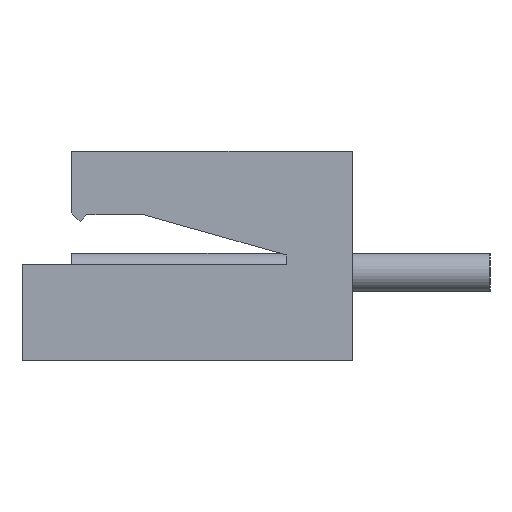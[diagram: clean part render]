
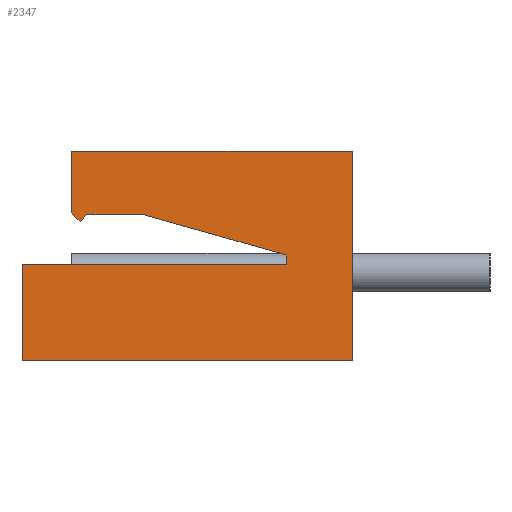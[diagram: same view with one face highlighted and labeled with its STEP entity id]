
A CAD part, left-side view. The second image highlights one B-rep face of the part: STEP entity #2347.
In plain terms, the highlighted planar face has unit normal (-1, 0, 0).
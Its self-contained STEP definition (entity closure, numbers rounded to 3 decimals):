
#23 = VECTOR ( 'NONE', #96, 1000. ) ;
#24 = CARTESIAN_POINT ( 'NONE',  ( 0., 3.109, 0.691 ) ) ;
#38 = CARTESIAN_POINT ( 'NONE',  ( 0., 0., 3.8 ) ) ;
#39 = DIRECTION ( 'NONE',  ( 0., 0., -1. ) ) ;
#40 = VECTOR ( 'NONE', #39, 1000. ) ;
#48 = LINE ( 'NONE', #24, #23 ) ;
#68 = CARTESIAN_POINT ( 'NONE',  ( 0., 0., 3.8 ) ) ;
#69 = LINE ( 'NONE', #68, #40 ) ;
#96 = DIRECTION ( 'NONE',  ( 0., 0.707, 0.707 ) ) ;
#251 = LINE ( 'NONE', #273, #272 ) ;
#252 = FACE_OUTER_BOUND ( 'NONE', #2348, .T. ) ;
#258 = DIRECTION ( 'NONE',  ( 0., -1., 0. ) ) ;
#259 = VECTOR ( 'NONE', #258, 1000. ) ;
#260 = CARTESIAN_POINT ( 'NONE',  ( 0., 0., 3.8 ) ) ;
#261 = LINE ( 'NONE', #260, #259 ) ;
#271 = DIRECTION ( 'NONE',  ( 0., 1., 0. ) ) ;
#272 = VECTOR ( 'NONE', #271, 1000. ) ;
#273 = CARTESIAN_POINT ( 'NONE',  ( 0., 0., 2.651 ) ) ;
#275 = DIRECTION ( 'NONE',  ( 0., 0., -1. ) ) ;
#276 = DIRECTION ( 'NONE',  ( 1., 0., 0. ) ) ;
#278 = CARTESIAN_POINT ( 'NONE',  ( 0., 4.821, 2.651 ) ) ;
#287 = CARTESIAN_POINT ( 'NONE',  ( 0., 0., 3.8 ) ) ;
#288 = PLANE ( 'NONE',  #289 ) ;
#289 = AXIS2_PLACEMENT_3D ( 'NONE', #287, #276, #275 ) ;
#363 = VECTOR ( 'NONE', #398, 1000. ) ;
#382 = DIRECTION ( 'NONE',  ( 0., -1., 0. ) ) ;
#383 = VECTOR ( 'NONE', #382, 1000. ) ;
#384 = LINE ( 'NONE', #388, #383 ) ;
#388 = CARTESIAN_POINT ( 'NONE',  ( 0., 0., 0. ) ) ;
#389 = CARTESIAN_POINT ( 'NONE',  ( 0., 0., 0. ) ) ;
#398 = DIRECTION ( 'NONE',  ( 0., 0., -1. ) ) ;
#421 = CARTESIAN_POINT ( 'NONE',  ( 0., 5.1, 3.8 ) ) ;
#422 = LINE ( 'NONE', #421, #363 ) ;
#424 = CARTESIAN_POINT ( 'NONE',  ( 0., 5.1, 2.681 ) ) ;
#471 = CARTESIAN_POINT ( 'NONE',  ( 0., 1.2, 1.75 ) ) ;
#600 = CARTESIAN_POINT ( 'NONE',  ( 0., 5.1, 3.8 ) ) ;
#1510 = DIRECTION ( 'NONE',  ( 0., 0.707, -0.707 ) ) ;
#1511 = VECTOR ( 'NONE', #1510, 1000. ) ;
#1512 = CARTESIAN_POINT ( 'NONE',  ( 0., 1.836, 5.636 ) ) ;
#1513 = LINE ( 'NONE', #1512, #1511 ) ;
#1514 = CARTESIAN_POINT ( 'NONE',  ( 0., 3.795, 2.651 ) ) ;
#1515 = DIRECTION ( 'NONE',  ( 0., 0.962, 0.272 ) ) ;
#1516 = VECTOR ( 'NONE', #1515, 1000. ) ;
#1517 = CARTESIAN_POINT ( 'NONE',  ( 0., 0.58, 1.744 ) ) ;
#1518 = LINE ( 'NONE', #1517, #1516 ) ;
#1523 = CARTESIAN_POINT ( 'NONE',  ( 0., 6., 0. ) ) ;
#1524 = DIRECTION ( 'NONE',  ( 0., 0., -1. ) ) ;
#1525 = VECTOR ( 'NONE', #1524, 1000. ) ;
#1526 = CARTESIAN_POINT ( 'NONE',  ( 0., 6., 3.8 ) ) ;
#1527 = LINE ( 'NONE', #1526, #1525 ) ;
#1553 = CARTESIAN_POINT ( 'NONE',  ( 0., 6., 1.75 ) ) ;
#1554 = CARTESIAN_POINT ( 'NONE',  ( 0., 4.945, 2.526 ) ) ;
#1559 = DIRECTION ( 'NONE',  ( 0., 1., 0. ) ) ;
#1560 = VECTOR ( 'NONE', #1559, 1000. ) ;
#1561 = CARTESIAN_POINT ( 'NONE',  ( 0., 6., 1.75 ) ) ;
#1562 = LINE ( 'NONE', #1561, #1560 ) ;
#1615 = CARTESIAN_POINT ( 'NONE',  ( 0., 1.2, 1.918 ) ) ;
#1616 = DIRECTION ( 'NONE',  ( 0., 0., 1. ) ) ;
#1617 = VECTOR ( 'NONE', #1616, 1000. ) ;
#1618 = CARTESIAN_POINT ( 'NONE',  ( 0., 1.2, 3.8 ) ) ;
#1623 = LINE ( 'NONE', #1618, #1617 ) ;
#2185 = EDGE_CURVE ( 'NONE', #2403, #2195, #1562, .T. ) ;
#2194 = VERTEX_POINT ( 'NONE', #1554 ) ;
#2195 = VERTEX_POINT ( 'NONE', #1553 ) ;
#2214 = ORIENTED_EDGE ( 'NONE', *, *, #2215, .T. ) ;
#2215 = EDGE_CURVE ( 'NONE', #2195, #2216, #1527, .T. ) ;
#2216 = VERTEX_POINT ( 'NONE', #1523 ) ;
#2217 = ORIENTED_EDGE ( 'NONE', *, *, #2360, .T. ) ;
#2222 = EDGE_CURVE ( 'NONE', #2234, #2223, #1518, .T. ) ;
#2223 = VERTEX_POINT ( 'NONE', #1514 ) ;
#2226 = EDGE_CURVE ( 'NONE', #2336, #2194, #1513, .T. ) ;
#2233 = EDGE_CURVE ( 'NONE', #2403, #2234, #1623, .T. ) ;
#2234 = VERTEX_POINT ( 'NONE', #1615 ) ;
#2245 = EDGE_CURVE ( 'NONE', #2194, #2396, #48, .T. ) ;
#2246 = ORIENTED_EDGE ( 'NONE', *, *, #2222, .F. ) ;
#2254 = ORIENTED_EDGE ( 'NONE', *, *, #2255, .F. ) ;
#2255 = EDGE_CURVE ( 'NONE', #2256, #2361, #69, .T. ) ;
#2256 = VERTEX_POINT ( 'NONE', #38 ) ;
#2257 = ORIENTED_EDGE ( 'NONE', *, *, #2339, .F. ) ;
#2262 = ORIENTED_EDGE ( 'NONE', *, *, #2233, .F. ) ;
#2263 = ORIENTED_EDGE ( 'NONE', *, *, #2185, .T. ) ;
#2336 = VERTEX_POINT ( 'NONE', #278 ) ;
#2339 = EDGE_CURVE ( 'NONE', #2423, #2256, #261, .T. ) ;
#2340 = ORIENTED_EDGE ( 'NONE', *, *, #2398, .T. ) ;
#2341 = ORIENTED_EDGE ( 'NONE', *, *, #2245, .F. ) ;
#2342 = ORIENTED_EDGE ( 'NONE', *, *, #2226, .F. ) ;
#2343 = ORIENTED_EDGE ( 'NONE', *, *, #2344, .F. ) ;
#2344 = EDGE_CURVE ( 'NONE', #2223, #2336, #251, .T. ) ;
#2347 = ADVANCED_FACE ( 'NONE', ( #252 ), #288, .F. ) ;
#2348 = EDGE_LOOP ( 'NONE', ( #2262, #2263, #2214, #2217, #2254, #2257, #2340, #2341, #2342, #2343, #2246 ) ) ;
#2360 = EDGE_CURVE ( 'NONE', #2216, #2361, #384, .T. ) ;
#2361 = VERTEX_POINT ( 'NONE', #389 ) ;
#2396 = VERTEX_POINT ( 'NONE', #424 ) ;
#2398 = EDGE_CURVE ( 'NONE', #2423, #2396, #422, .T. ) ;
#2403 = VERTEX_POINT ( 'NONE', #471 ) ;
#2423 = VERTEX_POINT ( 'NONE', #600 ) ;
